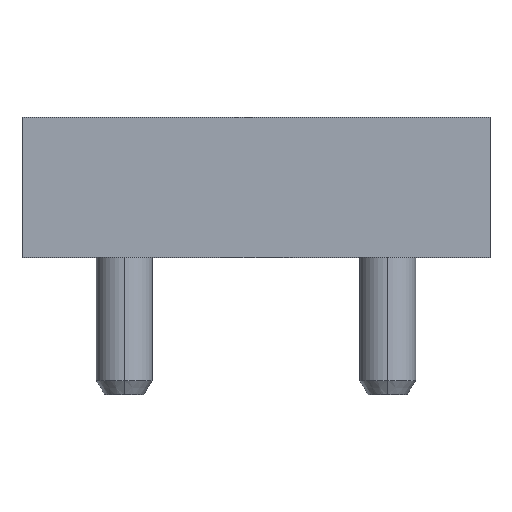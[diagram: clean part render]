
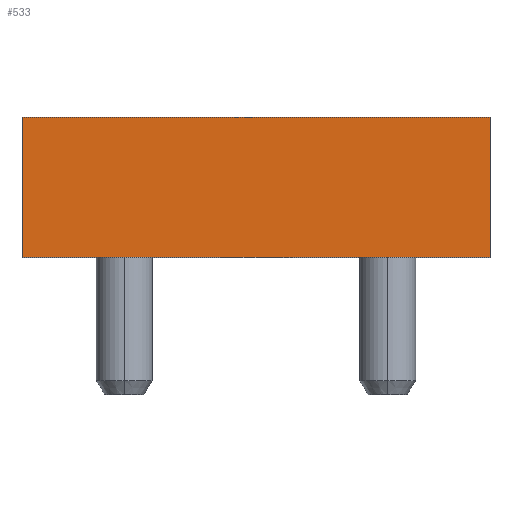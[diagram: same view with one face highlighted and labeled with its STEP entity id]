
A CAD part, top view. The second image highlights one B-rep face of the part: STEP entity #533.
In plain terms, the highlighted planar face has unit normal (0, 0, 1).
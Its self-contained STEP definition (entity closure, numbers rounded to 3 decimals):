
#2 = CARTESIAN_POINT ( 'NONE',  ( 8.35, 2.5, 2.5 ) ) ;
#18 = VECTOR ( 'NONE', #637, 1000. ) ;
#55 = CARTESIAN_POINT ( 'NONE',  ( 8.35, -2.5, 2.5 ) ) ;
#91 = CARTESIAN_POINT ( 'NONE',  ( 8.35, 2.5, 2.5 ) ) ;
#108 = VECTOR ( 'NONE', #641, 1000. ) ;
#151 = VECTOR ( 'NONE', #277, 1000. ) ;
#174 = CARTESIAN_POINT ( 'NONE',  ( 8.35, 2.5, 2.5 ) ) ;
#192 = VERTEX_POINT ( 'NONE', #486 ) ;
#241 = CARTESIAN_POINT ( 'NONE',  ( 8.35, 2.5, 2.5 ) ) ;
#250 = ORIENTED_EDGE ( 'NONE', *, *, #262, .T. ) ;
#262 = EDGE_CURVE ( 'NONE', #714, #838, #652, .T. ) ;
#264 = CARTESIAN_POINT ( 'NONE',  ( 8.35, -2.5, 2.5 ) ) ;
#277 = DIRECTION ( 'NONE',  ( -1., 0., 0. ) ) ;
#287 = LINE ( 'NONE', #174, #392 ) ;
#305 = DIRECTION ( 'NONE',  ( -1., 0., 0. ) ) ;
#326 = EDGE_CURVE ( 'NONE', #838, #192, #379, .T. ) ;
#352 = ORIENTED_EDGE ( 'NONE', *, *, #326, .T. ) ;
#361 = ORIENTED_EDGE ( 'NONE', *, *, #377, .F. ) ;
#377 = EDGE_CURVE ( 'NONE', #537, #192, #468, .T. ) ;
#379 = LINE ( 'NONE', #444, #108 ) ;
#382 = FACE_OUTER_BOUND ( 'NONE', #619, .T. ) ;
#392 = VECTOR ( 'NONE', #767, 1000. ) ;
#428 = PLANE ( 'NONE',  #539 ) ;
#444 = CARTESIAN_POINT ( 'NONE',  ( -8.35, 2.5, 2.5 ) ) ;
#468 = LINE ( 'NONE', #264, #151 ) ;
#486 = CARTESIAN_POINT ( 'NONE',  ( -8.35, -2.5, 2.5 ) ) ;
#498 = EDGE_CURVE ( 'NONE', #714, #537, #287, .T. ) ;
#518 = ORIENTED_EDGE ( 'NONE', *, *, #498, .F. ) ;
#533 = ADVANCED_FACE ( 'NONE', ( #382 ), #428, .F. ) ;
#537 = VERTEX_POINT ( 'NONE', #55 ) ;
#539 = AXIS2_PLACEMENT_3D ( 'NONE', #241, #829, #305 ) ;
#619 = EDGE_LOOP ( 'NONE', ( #352, #361, #518, #250 ) ) ;
#637 = DIRECTION ( 'NONE',  ( -1., 0., 0. ) ) ;
#641 = DIRECTION ( 'NONE',  ( 0., -1., 0. ) ) ;
#652 = LINE ( 'NONE', #2, #18 ) ;
#714 = VERTEX_POINT ( 'NONE', #91 ) ;
#729 = CARTESIAN_POINT ( 'NONE',  ( -8.35, 2.5, 2.5 ) ) ;
#767 = DIRECTION ( 'NONE',  ( 0., -1., 0. ) ) ;
#829 = DIRECTION ( 'NONE',  ( 0., 0., -1. ) ) ;
#838 = VERTEX_POINT ( 'NONE', #729 ) ;
